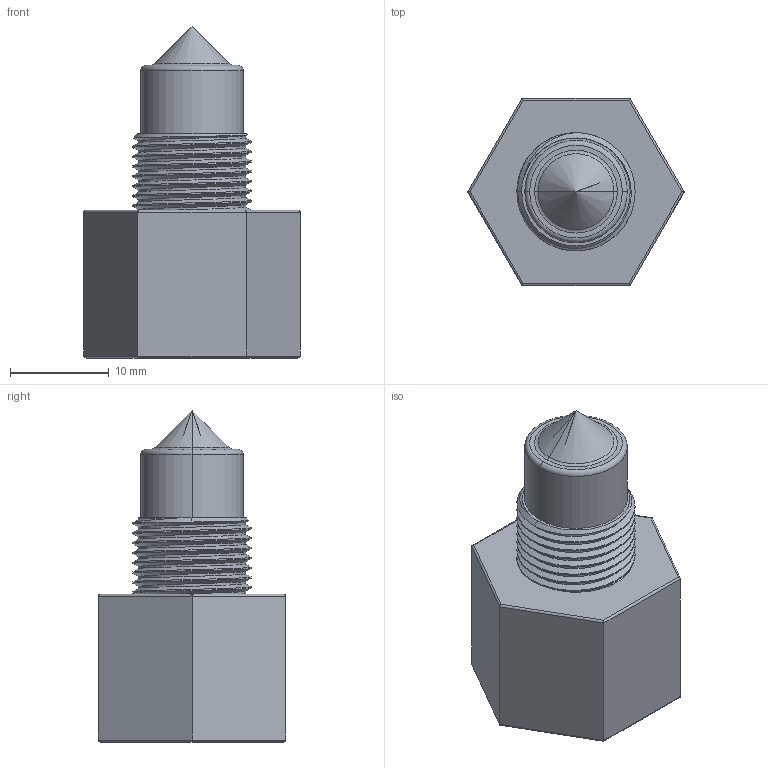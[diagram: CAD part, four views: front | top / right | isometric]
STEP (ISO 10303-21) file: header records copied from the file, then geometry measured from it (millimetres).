
FILE_DESCRIPTION (( 'STEP AP203' ), '1' );
FILE_NAME ('LLX2 OPTOMAX INSDUSTRIAL - M12.STEP', '2017-11-27T14:27:21', ( '' ), ( '' ), 'SwSTEP 2.0', 'SolidWorks 2018', '' );
FILE_SCHEMA (( 'CONFIG_CONTROL_DESIGN' ));
Length unit declared in the file: millimetre
Products named in the file (1): LLX2 OPTOMAX INSDUSTRIAL - M12
Bounding box: 21.94 x 19 x 33.7 mm (x, y, z)
Volume: 6133.4 mm3; surface area: 2283 mm2
Topology: 1 solids, 1 shells, 51 faces, 125 edges, 77 vertices
Faces by surface type: cylinder 29, plane 10, cone 5, torus 4, bspline 3
Entity records: 3011 total; most frequent: CARTESIAN_POINT 1894, ORIENTED_EDGE 246, DIRECTION 186, EDGE_CURVE 123, VERTEX_POINT 77, AXIS2_PLACEMENT_3D 68, EDGE_LOOP 54, FACE_OUTER_BOUND 51
